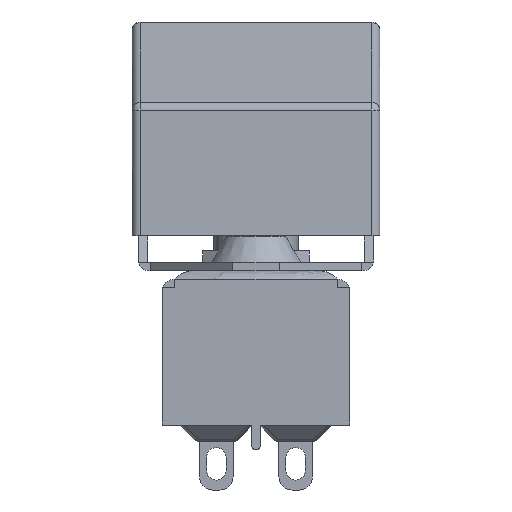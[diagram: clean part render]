
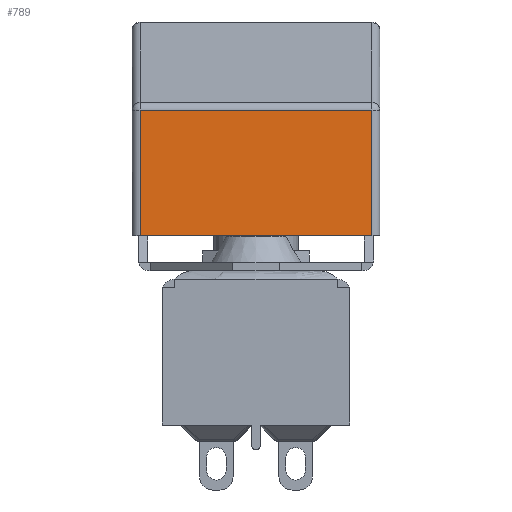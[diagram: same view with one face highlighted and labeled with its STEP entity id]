
A CAD part, left-side view. The second image highlights one B-rep face of the part: STEP entity #789.
In plain terms, the highlighted planar face has unit normal (-1, 0, 0.026).
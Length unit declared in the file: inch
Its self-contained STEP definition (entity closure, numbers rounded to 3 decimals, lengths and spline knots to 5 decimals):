
#301=CARTESIAN_POINT('',(-0.51383,-0.27776,0.75477));
#302=VERTEX_POINT('',#301);
#357=CARTESIAN_POINT('',(-0.51383,0.27776,0.75477));
#358=VERTEX_POINT('',#357);
#625=CARTESIAN_POINT('',(-0.51383,0.27776,0.75477));
#626=DIRECTION('',(0.0,-1.0,0.0));
#627=VECTOR('',#626,0.55551);
#628=LINE('',#625,#627);
#629=EDGE_CURVE('',#358,#302,#628,.T.);
#648=CARTESIAN_POINT('',(-0.52174,0.27776,0.45386));
#649=VERTEX_POINT('',#648);
#657=CARTESIAN_POINT('',(-0.52174,0.27776,0.45386));
#658=DIRECTION('',(0.026,0.0,1.));
#659=VECTOR('',#658,0.30101);
#660=LINE('',#657,#659);
#661=EDGE_CURVE('',#649,#358,#660,.T.);
#678=CARTESIAN_POINT('',(-0.52174,-0.27776,0.45386));
#679=VERTEX_POINT('',#678);
#696=CARTESIAN_POINT('',(-0.51383,-0.27776,0.75477));
#697=DIRECTION('',(-0.026,0.0,-1.));
#698=VECTOR('',#697,0.30101);
#699=LINE('',#696,#698);
#700=EDGE_CURVE('',#302,#679,#699,.T.);
#773=CARTESIAN_POINT('',(-0.52213,0.30553,0.43881));
#774=DIRECTION('',(-1.,0.0,0.026));
#775=DIRECTION('',(0.026,0.0,1.));
#776=AXIS2_PLACEMENT_3D('',#773,#774,#775);
#777=PLANE('',#776);
#778=ORIENTED_EDGE('',*,*,#700,.F.);
#779=ORIENTED_EDGE('',*,*,#629,.F.);
#780=ORIENTED_EDGE('',*,*,#661,.F.);
#781=CARTESIAN_POINT('',(-0.52174,-0.27776,0.45386));
#782=DIRECTION('',(0.0,1.0,0.0));
#783=VECTOR('',#782,0.55551);
#784=LINE('',#781,#783);
#785=EDGE_CURVE('',#679,#649,#784,.T.);
#786=ORIENTED_EDGE('',*,*,#785,.F.);
#787=EDGE_LOOP('',(#778,#779,#780,#786));
#788=FACE_OUTER_BOUND('',#787,.T.);
#789=ADVANCED_FACE('',(#788),#777,.T.);
